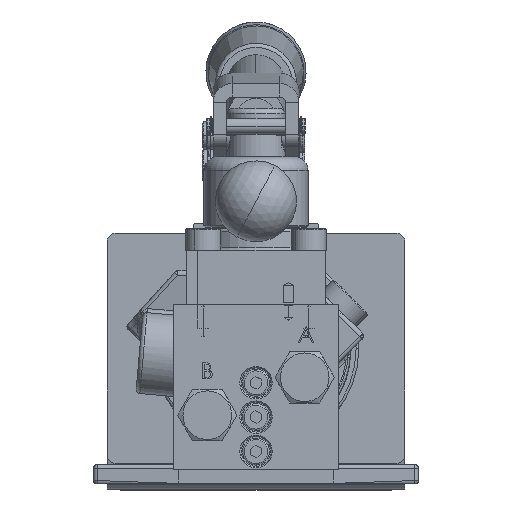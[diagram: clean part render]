
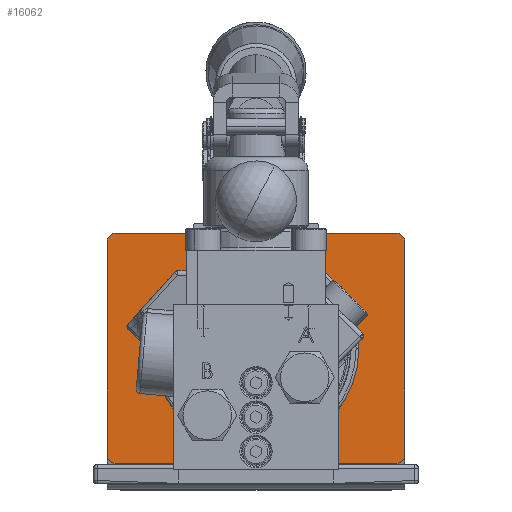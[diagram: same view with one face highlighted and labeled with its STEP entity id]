
A CAD part, top view. The second image highlights one B-rep face of the part: STEP entity #16062.
In plain terms, the highlighted planar face has unit normal (0, 0, 1).
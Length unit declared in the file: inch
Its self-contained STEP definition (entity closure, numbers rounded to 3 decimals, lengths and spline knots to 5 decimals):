
#21 = VERTEX_POINT ( 'NONE', #15931 ) ;
#169 = DIRECTION ( 'NONE',  ( 0., 0., 1. ) ) ;
#660 = VERTEX_POINT ( 'NONE', #8655 ) ;
#939 = ORIENTED_EDGE ( 'NONE', *, *, #33606, .T. ) ;
#2001 = CARTESIAN_POINT ( 'NONE',  ( -2.04724, 3.36614, -1.02362 ) ) ;
#2089 = ORIENTED_EDGE ( 'NONE', *, *, #12276, .F. ) ;
#2648 = AXIS2_PLACEMENT_3D ( 'NONE', #41504, #169, #26533 ) ;
#3456 = AXIS2_PLACEMENT_3D ( 'NONE', #28027, #5456, #31808 ) ;
#3461 = CARTESIAN_POINT ( 'NONE',  ( 0., 1.69291, -1.02362 ) ) ;
#3798 = VECTOR ( 'NONE', #15217, 39.37008 ) ;
#3818 = PLANE ( 'NONE',  #2648 ) ;
#5163 = EDGE_CURVE ( 'NONE', #21516, #34233, #47334, .T. ) ;
#5456 = DIRECTION ( 'NONE',  ( 0., 0., 1. ) ) ;
#5775 = CARTESIAN_POINT ( 'NONE',  ( -2.16535, 0.01969, -1.02362 ) ) ;
#5874 = ORIENTED_EDGE ( 'NONE', *, *, #15961, .T. ) ;
#6248 = ORIENTED_EDGE ( 'NONE', *, *, #42272, .T. ) ;
#6757 = CARTESIAN_POINT ( 'NONE',  ( 2.16535, 3.24803, -1.02362 ) ) ;
#6825 = CARTESIAN_POINT ( 'NONE',  ( 2.04724, 0.1378, -1.02362 ) ) ;
#7549 = EDGE_CURVE ( 'NONE', #27458, #660, #26487, .T. ) ;
#7604 = CIRCLE ( 'NONE', #31510, 0.11811 ) ;
#7846 = CARTESIAN_POINT ( 'NONE',  ( -2.04724, 0.1378, -1.02362 ) ) ;
#7849 = CIRCLE ( 'NONE', #29614, 1.34252 ) ;
#8655 = CARTESIAN_POINT ( 'NONE',  ( 2.04724, 0.01969, -1.02362 ) ) ;
#10083 = DIRECTION ( 'NONE',  ( 0., 0., 1. ) ) ;
#10393 = CARTESIAN_POINT ( 'NONE',  ( 2.16535, 3.36614, -1.02362 ) ) ;
#10624 = DIRECTION ( 'NONE',  ( 1., 0., 0. ) ) ;
#10693 = AXIS2_PLACEMENT_3D ( 'NONE', #7846, #34201, #11625 ) ;
#10988 = VERTEX_POINT ( 'NONE', #41279 ) ;
#11625 = DIRECTION ( 'NONE',  ( 1., 0., 0. ) ) ;
#12197 = CIRCLE ( 'NONE', #3456, 0.11811 ) ;
#12276 = EDGE_CURVE ( 'NONE', #34233, #21516, #7849, .T. ) ;
#12623 = LINE ( 'NONE', #41546, #3798 ) ;
#12674 = CARTESIAN_POINT ( 'NONE',  ( -2.16535, 0.1378, -1.02362 ) ) ;
#14801 = DIRECTION ( 'NONE',  ( 0., 0., 1. ) ) ;
#15217 = DIRECTION ( 'NONE',  ( 0., -1., 0. ) ) ;
#15931 = CARTESIAN_POINT ( 'NONE',  ( 2.16535, 0.1378, -1.02362 ) ) ;
#15961 = EDGE_CURVE ( 'NONE', #10988, #29864, #45892, .T. ) ;
#16062 = ADVANCED_FACE ( 'NONE', ( #43545, #44748 ), #3818, .T. ) ;
#16360 = ORIENTED_EDGE ( 'NONE', *, *, #5163, .F. ) ;
#16464 = VECTOR ( 'NONE', #32143, 39.37008 ) ;
#17513 = ORIENTED_EDGE ( 'NONE', *, *, #19645, .T. ) ;
#17853 = AXIS2_PLACEMENT_3D ( 'NONE', #6825, #33194, #10624 ) ;
#19112 = CARTESIAN_POINT ( 'NONE',  ( -2.16535, 3.24803, -1.02362 ) ) ;
#19636 = CIRCLE ( 'NONE', #10693, 0.11811 ) ;
#19645 = EDGE_CURVE ( 'NONE', #47618, #47821, #12623, .T. ) ;
#20670 = CIRCLE ( 'NONE', #17853, 0.11811 ) ;
#20851 = DIRECTION ( 'NONE',  ( 0., 0., 1. ) ) ;
#21516 = VERTEX_POINT ( 'NONE', #44937 ) ;
#21997 = EDGE_CURVE ( 'NONE', #660, #21, #20670, .T. ) ;
#24320 = EDGE_CURVE ( 'NONE', #33624, #10988, #12197, .T. ) ;
#25484 = ORIENTED_EDGE ( 'NONE', *, *, #24320, .T. ) ;
#26487 = LINE ( 'NONE', #5775, #16464 ) ;
#26533 = DIRECTION ( 'NONE',  ( 1., 0., 0. ) ) ;
#27458 = VERTEX_POINT ( 'NONE', #45085 ) ;
#28027 = CARTESIAN_POINT ( 'NONE',  ( 2.04724, 3.24803, -1.02362 ) ) ;
#28946 = VECTOR ( 'NONE', #48106, 39.37008 ) ;
#29614 = AXIS2_PLACEMENT_3D ( 'NONE', #43422, #20851, #47200 ) ;
#29650 = DIRECTION ( 'NONE',  ( 1., 0., 0. ) ) ;
#29864 = VERTEX_POINT ( 'NONE', #2001 ) ;
#29909 = CARTESIAN_POINT ( 'NONE',  ( -1.34252, 1.69291, -1.02362 ) ) ;
#31510 = AXIS2_PLACEMENT_3D ( 'NONE', #37351, #14801, #41109 ) ;
#31808 = DIRECTION ( 'NONE',  ( 1., 0., 0. ) ) ;
#32143 = DIRECTION ( 'NONE',  ( 1., 0., 0. ) ) ;
#32364 = EDGE_LOOP ( 'NONE', ( #47398, #46777, #939, #25484, #5874, #46458, #17513, #6248 ) ) ;
#33194 = DIRECTION ( 'NONE',  ( 0., 0., 1. ) ) ;
#33606 = EDGE_CURVE ( 'NONE', #21, #33624, #47824, .T. ) ;
#33624 = VERTEX_POINT ( 'NONE', #6757 ) ;
#34201 = DIRECTION ( 'NONE',  ( 0., 0., 1. ) ) ;
#34233 = VERTEX_POINT ( 'NONE', #29909 ) ;
#35913 = VECTOR ( 'NONE', #48630, 39.37008 ) ;
#36287 = EDGE_LOOP ( 'NONE', ( #16360, #2089 ) ) ;
#37253 = CARTESIAN_POINT ( 'NONE',  ( -2.16535, 3.36614, -1.02362 ) ) ;
#37351 = CARTESIAN_POINT ( 'NONE',  ( -2.04724, 3.24803, -1.02362 ) ) ;
#38019 = AXIS2_PLACEMENT_3D ( 'NONE', #3461, #10083, #29650 ) ;
#41109 = DIRECTION ( 'NONE',  ( 1., 0., 0. ) ) ;
#41279 = CARTESIAN_POINT ( 'NONE',  ( 2.04724, 3.36614, -1.02362 ) ) ;
#41504 = CARTESIAN_POINT ( 'NONE',  ( -2.16535, 0.01969, -1.02362 ) ) ;
#41546 = CARTESIAN_POINT ( 'NONE',  ( -2.16535, 3.36614, -1.02362 ) ) ;
#42272 = EDGE_CURVE ( 'NONE', #47821, #27458, #19636, .T. ) ;
#43422 = CARTESIAN_POINT ( 'NONE',  ( 0., 1.69291, -1.02362 ) ) ;
#43545 = FACE_BOUND ( 'NONE', #36287, .T. ) ;
#44748 = FACE_OUTER_BOUND ( 'NONE', #32364, .T. ) ;
#44937 = CARTESIAN_POINT ( 'NONE',  ( 1.34252, 1.69291, -1.02362 ) ) ;
#45085 = CARTESIAN_POINT ( 'NONE',  ( -2.04724, 0.01969, -1.02362 ) ) ;
#45892 = LINE ( 'NONE', #37253, #35913 ) ;
#46035 = EDGE_CURVE ( 'NONE', #29864, #47618, #7604, .T. ) ;
#46458 = ORIENTED_EDGE ( 'NONE', *, *, #46035, .T. ) ;
#46777 = ORIENTED_EDGE ( 'NONE', *, *, #21997, .T. ) ;
#47200 = DIRECTION ( 'NONE',  ( 1., 0., 0. ) ) ;
#47334 = CIRCLE ( 'NONE', #38019, 1.34252 ) ;
#47398 = ORIENTED_EDGE ( 'NONE', *, *, #7549, .T. ) ;
#47618 = VERTEX_POINT ( 'NONE', #19112 ) ;
#47821 = VERTEX_POINT ( 'NONE', #12674 ) ;
#47824 = LINE ( 'NONE', #10393, #28946 ) ;
#48106 = DIRECTION ( 'NONE',  ( 0., 1., 0. ) ) ;
#48630 = DIRECTION ( 'NONE',  ( -1., 0., 0. ) ) ;
